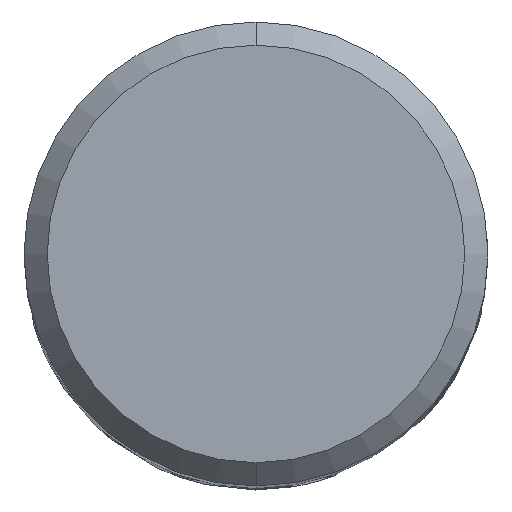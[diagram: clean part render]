
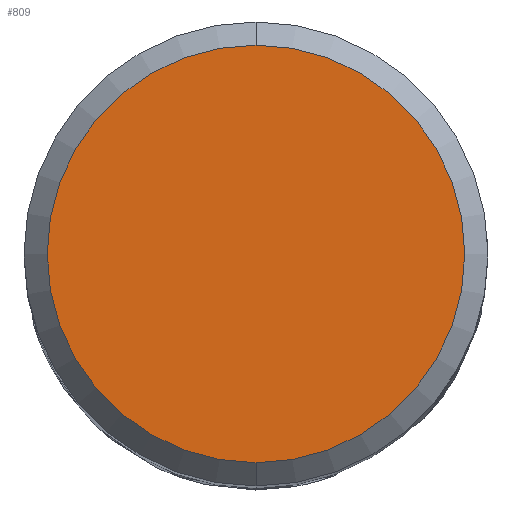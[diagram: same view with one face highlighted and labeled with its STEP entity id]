
A CAD part, top view. The second image highlights one B-rep face of the part: STEP entity #809.
In plain terms, the highlighted planar face has unit normal (0, 0, 1).
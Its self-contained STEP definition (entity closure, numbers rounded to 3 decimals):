
#809=ADVANCED_FACE('',(#1864),#1865,.T.);
#847=EDGE_CURVE('',#1061,#1053,#1906,.T.);
#1053=VERTEX_POINT('',#2134);
#1061=VERTEX_POINT('',#2142);
#1441=EDGE_CURVE('',#1053,#1061,#2551,.T.);
#1864=FACE_OUTER_BOUND('',#4059,.T.);
#1865=PLANE('',#4060);
#1906=CIRCLE('',#4192,7.2);
#2134=CARTESIAN_POINT('',(0.0,7.2,0.0));
#2142=CARTESIAN_POINT('',(0.,-7.2,0.0));
#2551=CIRCLE('',#7312,7.2);
#4059=EDGE_LOOP('',(#8305,#8306));
#4060=AXIS2_PLACEMENT_3D('',#8307,#8308,#8309);
#4192=AXIS2_PLACEMENT_3D('',#8354,#8355,#8356);
#7312=AXIS2_PLACEMENT_3D('',#9041,#9042,#9043);
#8305=ORIENTED_EDGE('',*,*,#1441,.F.);
#8306=ORIENTED_EDGE('',*,*,#847,.F.);
#8307=CARTESIAN_POINT('',(0.0,3.6,0.0));
#8308=DIRECTION('',(-0.0,0.0,1.0));
#8309=DIRECTION('',(0.0,-1.0,0.0));
#8354=CARTESIAN_POINT('',(0.0,0.0,0.0));
#8355=DIRECTION('',(0.0,0.0,-1.0));
#8356=DIRECTION('',(0.0,1.0,0.0));
#9041=CARTESIAN_POINT('',(0.0,0.0,0.0));
#9042=DIRECTION('',(0.0,0.0,-1.0));
#9043=DIRECTION('',(0.0,1.0,0.0));
